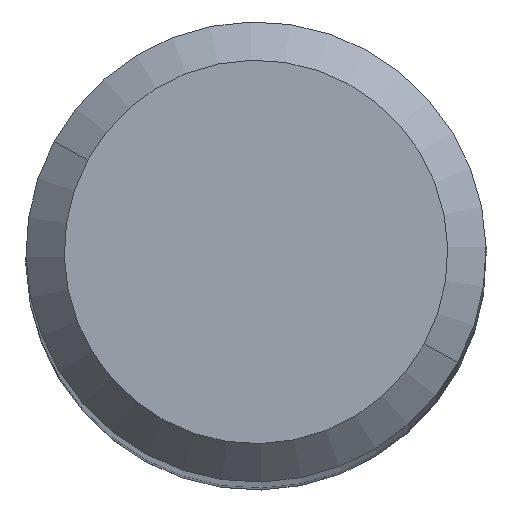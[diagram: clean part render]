
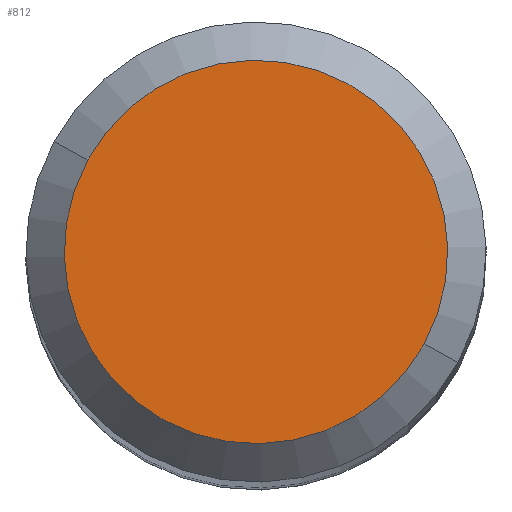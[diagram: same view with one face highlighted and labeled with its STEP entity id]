
A CAD part, top view. The second image highlights one B-rep face of the part: STEP entity #812.
In plain terms, the highlighted planar face has unit normal (0, 0, 1).
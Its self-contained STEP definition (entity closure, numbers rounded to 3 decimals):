
#769=CARTESIAN_POINT('Vertex',(-4.388,2.397,120.)) ;
#772=CARTESIAN_POINT('Axis2P3D Location',(0.,0.,120.)) ;
#776=CARTESIAN_POINT('Vertex',(4.388,-2.397,120.)) ;
#791=CARTESIAN_POINT('Axis2P3D Location',(0.,0.,120.)) ;
#803=CARTESIAN_POINT('Axis2P3D Location',(0.,0.,120.)) ;
#773=DIRECTION('Axis2P3D Direction',(0.,0.,-1.)) ;
#792=DIRECTION('Axis2P3D Direction',(0.,0.,-1.)) ;
#804=DIRECTION('Axis2P3D Direction',(0.,-0.,-1.)) ;
#805=DIRECTION('Axis2P3D XDirection',(1.,0.,0.)) ;
#774=AXIS2_PLACEMENT_3D('Circle Axis2P3D',#772,#773,$) ;
#793=AXIS2_PLACEMENT_3D('Circle Axis2P3D',#791,#792,$) ;
#806=AXIS2_PLACEMENT_3D('Plane Axis2P3D',#803,#804,#805) ;
#809=ORIENTED_EDGE('',*,*,#778,.F.) ;
#810=ORIENTED_EDGE('',*,*,#795,.F.) ;
#812=ADVANCED_FACE('Hauptk\X2\00F6\X0\rper',(#811),#807,.F.) ;
#775=CIRCLE('generated circle',#774,5.) ;
#794=CIRCLE('generated circle',#793,5.) ;
#778=EDGE_CURVE('',#770,#777,#775,.T.) ;
#795=EDGE_CURVE('',#777,#770,#794,.T.) ;
#808=EDGE_LOOP('',(#809,#810)) ;
#811=FACE_OUTER_BOUND('',#808,.T.) ;
#807=PLANE('',#806) ;
#770=VERTEX_POINT('',#769) ;
#777=VERTEX_POINT('',#776) ;
